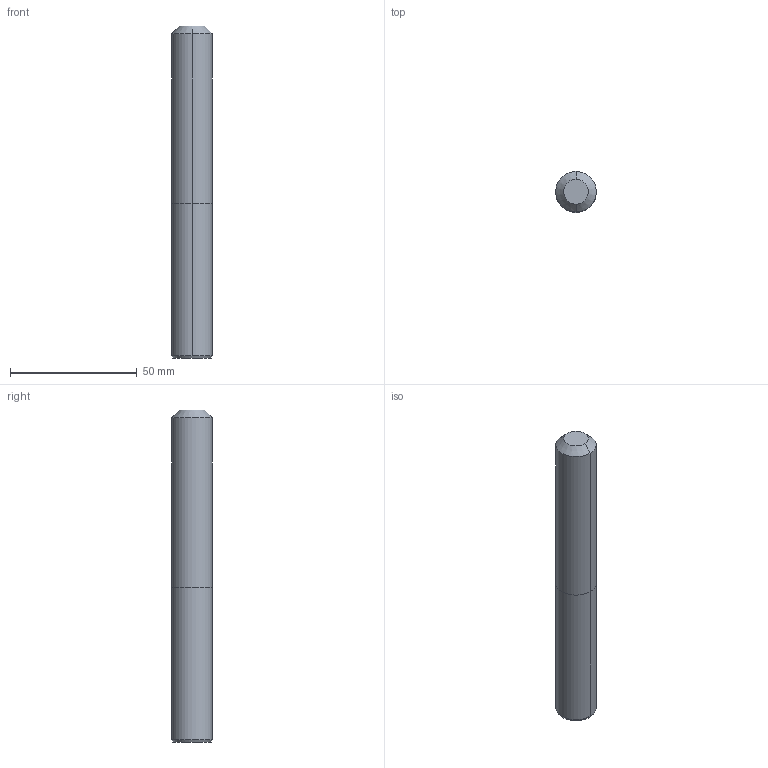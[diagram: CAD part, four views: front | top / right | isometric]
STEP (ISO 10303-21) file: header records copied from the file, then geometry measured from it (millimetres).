
FILE_DESCRIPTION(('STEP AP214'),'1');
FILE_NAME('607851475-000-00-E43.stp','2022-11-21T13:18:43',(' '),(' '),'Spatial InterOp 3D',' ',' ');
FILE_SCHEMA(('AUTOMOTIVE_DESIGN { 1 0 10303 214 1 1 1 1 }'));
Length unit declared in the file: millimetre
Products named in the file (1): 1
Bounding box: 16 x 16 x 131 mm (x, y, z)
Volume: 26119.7 mm3; surface area: 7267.6 mm2
Topology: 2 solids, 2 shells, 12 faces, 33 edges, 38 vertices
Faces by surface type: cone 4, cylinder 4, plane 4
Entity records: 571 total; most frequent: DIRECTION 77, CARTESIAN_POINT 63, ORIENTED_EDGE 40, AXIS2_PLACEMENT_3D 30, STYLED_ITEM 25, PRESENTATION_STYLE_ASSIGNMENT 25, COLOUR_RGB 25, LINE 21
